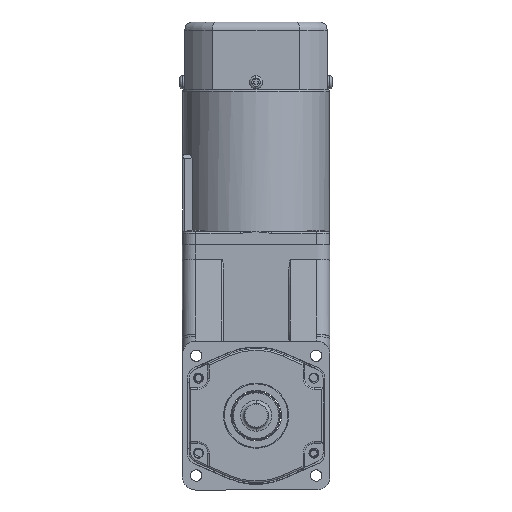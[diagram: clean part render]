
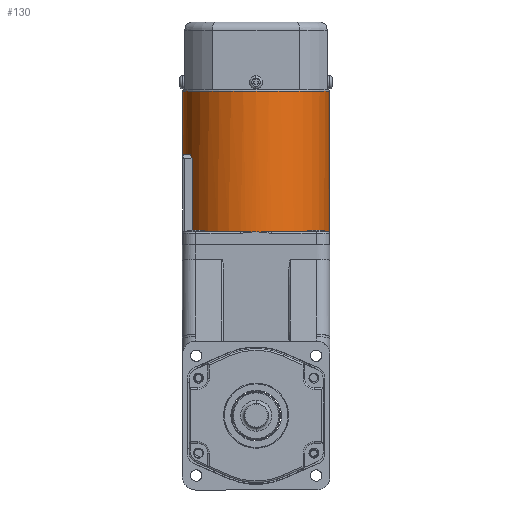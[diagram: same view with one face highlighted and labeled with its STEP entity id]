
A CAD part, left-side view. The second image highlights one B-rep face of the part: STEP entity #130.
In plain terms, the highlighted cylindrical face has radius 45 mm (diameter 90 mm), a partial arc.
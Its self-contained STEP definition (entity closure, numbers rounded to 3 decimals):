
#130 = ADVANCED_FACE ( 'NONE', ( #7060 ), #13303, .T. ) ;
#241 = VERTEX_POINT ( 'NONE', #7370 ) ;
#537 = CARTESIAN_POINT ( 'NONE',  ( -176.411, 3.165, 0.5 ) ) ;
#611 = DIRECTION ( 'NONE',  ( 0., 0., 1. ) ) ;
#750 = CARTESIAN_POINT ( 'NONE',  ( -154.411, -81.091, -43.9 ) ) ;
#1158 = VERTEX_POINT ( 'NONE', #11299 ) ;
#1216 = CIRCLE ( 'NONE', #3858, 45. ) ;
#1218 = EDGE_CURVE ( 'NONE', #3346, #2510, #16985, .T. ) ;
#1282 = CARTESIAN_POINT ( 'NONE',  ( -154.411, 8.909, 2.5 ) ) ;
#1476 = DIRECTION ( 'NONE',  ( 0., 0., 1. ) ) ;
#2214 = CARTESIAN_POINT ( 'NONE',  ( -154.411, -36.091, -44.6 ) ) ;
#2245 = ORIENTED_EDGE ( 'NONE', *, *, #12621, .T. ) ;
#2293 = AXIS2_PLACEMENT_3D ( 'NONE', #15533, #1476, #7742 ) ;
#2510 = VERTEX_POINT ( 'NONE', #537 ) ;
#2847 = VERTEX_POINT ( 'NONE', #13055 ) ;
#2948 = CARTESIAN_POINT ( 'NONE',  ( -176.411, 3.165, -43.9 ) ) ;
#3065 = CIRCLE ( 'NONE', #14517, 45. ) ;
#3346 = VERTEX_POINT ( 'NONE', #4326 ) ;
#3372 = ORIENTED_EDGE ( 'NONE', *, *, #16309, .T. ) ;
#3558 = DIRECTION ( 'NONE',  ( 0., 0., 1. ) ) ;
#3817 = ORIENTED_EDGE ( 'NONE', *, *, #5170, .T. ) ;
#3821 = VERTEX_POINT ( 'NONE', #13713 ) ;
#3858 = AXIS2_PLACEMENT_3D ( 'NONE', #5976, #12241, #18463 ) ;
#3879 = VERTEX_POINT ( 'NONE', #18511 ) ;
#4059 = ORIENTED_EDGE ( 'NONE', *, *, #11992, .T. ) ;
#4100 = EDGE_LOOP ( 'NONE', ( #17615, #3372, #12256, #15543, #4059, #12212, #2245, #3817, #15824, #13795, #11028, #12049 ) ) ;
#4326 = CARTESIAN_POINT ( 'NONE',  ( -174.411, 4.22, 2.5 ) ) ;
#4524 = CARTESIAN_POINT ( 'NONE',  ( -154.411, -81.091, -44.6 ) ) ;
#4604 = VECTOR ( 'NONE', #9202, 1000. ) ;
#4873 = CARTESIAN_POINT ( 'NONE',  ( -154.411, -36.091, 2.5 ) ) ;
#5131 = CARTESIAN_POINT ( 'NONE',  ( -154.411, -36.091, -44.6 ) ) ;
#5170 = EDGE_CURVE ( 'NONE', #12129, #17865, #5285, .T. ) ;
#5238 = EDGE_CURVE ( 'NONE', #17865, #3821, #6934, .T. ) ;
#5285 = CIRCLE ( 'NONE', #16743, 45. ) ;
#5346 = CARTESIAN_POINT ( 'NONE',  ( -175.753, 3.533, 1.158 ) ) ;
#5468 = CIRCLE ( 'NONE', #16925, 45. ) ;
#5519 = DIRECTION ( 'NONE',  ( 0., 0., -1. ) ) ;
#5564 = EDGE_CURVE ( 'NONE', #3879, #19760, #6997, .T. ) ;
#5935 = AXIS2_PLACEMENT_3D ( 'NONE', #5131, #11402, #17633 ) ;
#5976 = CARTESIAN_POINT ( 'NONE',  ( -154.411, -36.091, 41.5 ) ) ;
#5989 = DIRECTION ( 'NONE',  ( 0., 0., 1. ) ) ;
#6033 = CARTESIAN_POINT ( 'NONE',  ( -198.411, -26.657, -44.6 ) ) ;
#6552 = AXIS2_PLACEMENT_3D ( 'NONE', #19999, #5989, #12252 ) ;
#6904 = DIRECTION ( 'NONE',  ( 1., 0., 0. ) ) ;
#6934 = CIRCLE ( 'NONE', #18367, 45. ) ;
#6997 = LINE ( 'NONE', #13239, #10877 ) ;
#7030 = DIRECTION ( 'NONE',  ( 0., 0., -1. ) ) ;
#7060 = FACE_OUTER_BOUND ( 'NONE', #4100, .T. ) ;
#7195 = EDGE_CURVE ( 'NONE', #19760, #11292, #5468, .T. ) ;
#7370 = CARTESIAN_POINT ( 'NONE',  ( -198.411, -45.525, -44.6 ) ) ;
#7742 = DIRECTION ( 'NONE',  ( 1., 0., 0. ) ) ;
#7897 = CARTESIAN_POINT ( 'NONE',  ( -163.845, 7.909, 2.5 ) ) ;
#8474 = DIRECTION ( 'NONE',  ( 0., 0., 1. ) ) ;
#9202 = DIRECTION ( 'NONE',  ( 0., 0., -1. ) ) ;
#9432 = VECTOR ( 'NONE', #7030, 1000. ) ;
#9807 = DIRECTION ( 'NONE',  ( 1., 0., 0. ) ) ;
#10877 = VECTOR ( 'NONE', #19465, 1000. ) ;
#11007 = VERTEX_POINT ( 'NONE', #4524 ) ;
#11028 = ORIENTED_EDGE ( 'NONE', *, *, #20205, .T. ) ;
#11136 = CIRCLE ( 'NONE', #2293, 45. ) ;
#11137 = DIRECTION ( 'NONE',  ( 0., 0., 1. ) ) ;
#11292 = VERTEX_POINT ( 'NONE', #7897 ) ;
#11299 = CARTESIAN_POINT ( 'NONE',  ( -154.411, -81.091, 41.5 ) ) ;
#11402 = DIRECTION ( 'NONE',  ( 0., 0., 1. ) ) ;
#11608 = CARTESIAN_POINT ( 'NONE',  ( -176.411, 3.165, 0.5 ) ) ;
#11782 = DIRECTION ( 'NONE',  ( 0., 1., 0. ) ) ;
#11992 = EDGE_CURVE ( 'NONE', #11292, #3346, #15383, .T. ) ;
#12049 = ORIENTED_EDGE ( 'NONE', *, *, #13135, .T. ) ;
#12129 = VERTEX_POINT ( 'NONE', #16291 ) ;
#12212 = ORIENTED_EDGE ( 'NONE', *, *, #1218, .T. ) ;
#12241 = DIRECTION ( 'NONE',  ( 0., 0., -1. ) ) ;
#12252 = DIRECTION ( 'NONE',  ( 1., 0., 0. ) ) ;
#12256 = ORIENTED_EDGE ( 'NONE', *, *, #5564, .T. ) ;
#12621 = EDGE_CURVE ( 'NONE', #2510, #12129, #16979, .T. ) ;
#13055 = CARTESIAN_POINT ( 'NONE',  ( -163.845, -80.091, -44.6 ) ) ;
#13135 = EDGE_CURVE ( 'NONE', #2847, #11007, #11136, .T. ) ;
#13140 = CARTESIAN_POINT ( 'NONE',  ( -174.411, 4.22, 2.5 ) ) ;
#13239 = CARTESIAN_POINT ( 'NONE',  ( -154.411, 8.909, -43.9 ) ) ;
#13303 = CYLINDRICAL_SURFACE ( 'NONE', #18739, 45. ) ;
#13713 = CARTESIAN_POINT ( 'NONE',  ( -199.411, -36.091, -44.6 ) ) ;
#13795 = ORIENTED_EDGE ( 'NONE', *, *, #14519, .T. ) ;
#14517 = AXIS2_PLACEMENT_3D ( 'NONE', #14690, #611, #6904 ) ;
#14519 = EDGE_CURVE ( 'NONE', #3821, #241, #14781, .T. ) ;
#14690 = CARTESIAN_POINT ( 'NONE',  ( -154.411, -36.091, -44.6 ) ) ;
#14730 = DIRECTION ( 'NONE',  ( 1., 0., 0. ) ) ;
#14781 = CIRCLE ( 'NONE', #5935, 45. ) ;
#14820 = LINE ( 'NONE', #750, #9432 ) ;
#15383 = CIRCLE ( 'NONE', #6552, 45. ) ;
#15533 = CARTESIAN_POINT ( 'NONE',  ( -154.411, -36.091, -44.6 ) ) ;
#15543 = ORIENTED_EDGE ( 'NONE', *, *, #7195, .T. ) ;
#15824 = ORIENTED_EDGE ( 'NONE', *, *, #5238, .T. ) ;
#16291 = CARTESIAN_POINT ( 'NONE',  ( -176.411, 3.165, -44.6 ) ) ;
#16309 = EDGE_CURVE ( 'NONE', #1158, #3879, #1216, .T. ) ;
#16743 = AXIS2_PLACEMENT_3D ( 'NONE', #17578, #3558, #9807 ) ;
#16925 = AXIS2_PLACEMENT_3D ( 'NONE', #4873, #11137, #17376 ) ;
#16979 = LINE ( 'NONE', #2948, #4604 ) ;
#16985 =( BOUNDED_CURVE ( )  B_SPLINE_CURVE ( 3, ( #13140, #19366, #5346, #11608 ),
 .UNSPECIFIED., .F., .F. ) 
 B_SPLINE_CURVE_WITH_KNOTS ( ( 4, 4 ),
 ( 5.173, 5.223 ),
 .UNSPECIFIED. ) 
 CURVE ( )  GEOMETRIC_REPRESENTATION_ITEM ( )  RATIONAL_B_SPLINE_CURVE ( ( 1., 1., 1., 1. ) ) 
 REPRESENTATION_ITEM ( '' )  );
#17376 = DIRECTION ( 'NONE',  ( 1., 0., 0. ) ) ;
#17578 = CARTESIAN_POINT ( 'NONE',  ( -154.411, -36.091, -44.6 ) ) ;
#17615 = ORIENTED_EDGE ( 'NONE', *, *, #18458, .F. ) ;
#17633 = DIRECTION ( 'NONE',  ( 1., 0., 0. ) ) ;
#17865 = VERTEX_POINT ( 'NONE', #6033 ) ;
#18367 = AXIS2_PLACEMENT_3D ( 'NONE', #2214, #8474, #14730 ) ;
#18458 = EDGE_CURVE ( 'NONE', #1158, #11007, #14820, .T. ) ;
#18463 = DIRECTION ( 'NONE',  ( 0., -1., 0. ) ) ;
#18511 = CARTESIAN_POINT ( 'NONE',  ( -154.411, 8.909, 41.5 ) ) ;
#18739 = AXIS2_PLACEMENT_3D ( 'NONE', #19529, #5519, #11782 ) ;
#19366 = CARTESIAN_POINT ( 'NONE',  ( -175.087, 3.885, 1.825 ) ) ;
#19465 = DIRECTION ( 'NONE',  ( 0., 0., -1. ) ) ;
#19529 = CARTESIAN_POINT ( 'NONE',  ( -154.411, -36.091, -43.9 ) ) ;
#19760 = VERTEX_POINT ( 'NONE', #1282 ) ;
#19999 = CARTESIAN_POINT ( 'NONE',  ( -154.411, -36.091, 2.5 ) ) ;
#20205 = EDGE_CURVE ( 'NONE', #241, #2847, #3065, .T. ) ;
